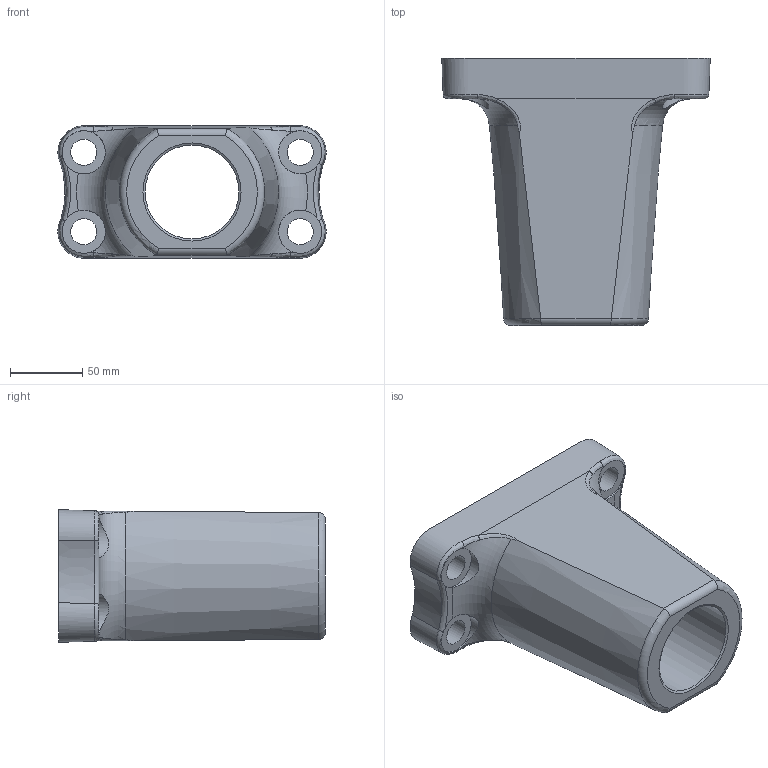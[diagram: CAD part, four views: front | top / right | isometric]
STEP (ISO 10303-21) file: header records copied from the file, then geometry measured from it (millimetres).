
FILE_DESCRIPTION (( 'STEP AP203' ), '1' );
FILE_NAME ('302B04-衝桿.STEP', '2023-09-28T05:43:47', ( '' ), ( '' ), 'SwSTEP 2.0', 'SolidWorks 2018', '' );
FILE_SCHEMA (( 'CONFIG_CONTROL_DESIGN' ));
Length unit declared in the file: millimetre
Products named in the file (1): 302B04-衝桿
Bounding box: 186 x 185 x 92 mm (x, y, z)
Volume: 1150612.8 mm3; surface area: 135323.3 mm2
Topology: 1 solids, 1 shells, 64 faces, 181 edges, 120 vertices
Faces by surface type: bspline 18, plane 17, cylinder 16, cone 9, torus 4
Full cylindrical faces by diameter (mm): 8.5 x1, 13 x2, 18 x4, 30 x4, 65 x1, 68 x1, 69 x1
Entity records: 4954 total; most frequent: CARTESIAN_POINT 3517, ORIENTED_EDGE 302, DIRECTION 218, EDGE_CURVE 151, VERTEX_POINT 111, AXIS2_PLACEMENT_3D 105, EDGE_LOOP 98, B_SPLINE_CURVE_WITH_KNOTS 85
